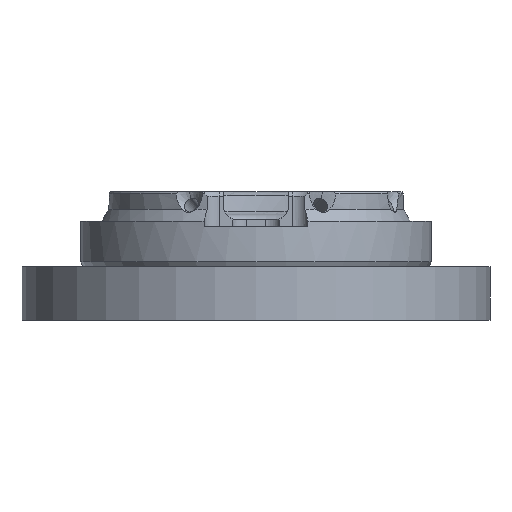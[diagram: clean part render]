
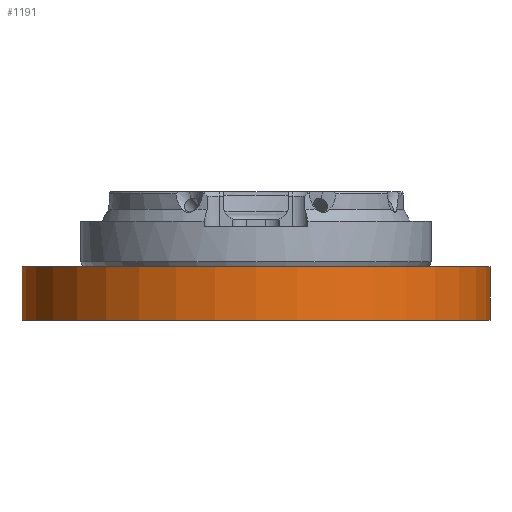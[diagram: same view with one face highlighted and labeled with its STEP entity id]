
A CAD part, front view. The second image highlights one B-rep face of the part: STEP entity #1191.
In plain terms, the highlighted cylindrical face has radius 50 mm (diameter 100 mm), a partial arc.
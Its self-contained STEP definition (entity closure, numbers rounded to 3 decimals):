
#110 = ORIENTED_EDGE ( 'NONE', *, *, #123, .F. ) ;
#123 = EDGE_CURVE ( 'NONE', #245, #8876, #7197, .T. ) ;
#245 = VERTEX_POINT ( 'NONE', #8301 ) ;
#383 = AXIS2_PLACEMENT_3D ( 'NONE', #6704, #4466, #7344 ) ;
#636 = VECTOR ( 'NONE', #5643, 1000. ) ;
#763 = DIRECTION ( 'NONE',  ( 0., 0., 1. ) ) ;
#897 = VERTEX_POINT ( 'NONE', #9258 ) ;
#1191 = ADVANCED_FACE ( 'NONE', ( #5095 ), #4868, .T. ) ;
#1521 = EDGE_CURVE ( 'NONE', #8876, #6408, #2391, .T. ) ;
#2391 = LINE ( 'NONE', #8108, #5173 ) ;
#3946 = CARTESIAN_POINT ( 'NONE',  ( 72.289, 39.063, 52.459 ) ) ;
#4446 = AXIS2_PLACEMENT_3D ( 'NONE', #7903, #763, #5782 ) ;
#4466 = DIRECTION ( 'NONE',  ( 0., 0., 1. ) ) ;
#4740 = EDGE_CURVE ( 'NONE', #897, #6408, #6908, .T. ) ;
#4868 = CYLINDRICAL_SURFACE ( 'NONE', #8334, 50. ) ;
#5024 = ORIENTED_EDGE ( 'NONE', *, *, #1521, .F. ) ;
#5095 = FACE_OUTER_BOUND ( 'NONE', #5964, .T. ) ;
#5173 = VECTOR ( 'NONE', #5296, 1000. ) ;
#5296 = DIRECTION ( 'NONE',  ( 0., 0., -1. ) ) ;
#5643 = DIRECTION ( 'NONE',  ( 0., 0., -1. ) ) ;
#5770 = CARTESIAN_POINT ( 'NONE',  ( -27.711, 39.063, 55.959 ) ) ;
#5782 = DIRECTION ( 'NONE',  ( -1., 0., 0. ) ) ;
#5964 = EDGE_LOOP ( 'NONE', ( #110, #9214, #6159, #5024 ) ) ;
#6159 = ORIENTED_EDGE ( 'NONE', *, *, #4740, .T. ) ;
#6408 = VERTEX_POINT ( 'NONE', #8654 ) ;
#6704 = CARTESIAN_POINT ( 'NONE',  ( 22.289, 39.063, 40.959 ) ) ;
#6908 = CIRCLE ( 'NONE', #383, 50. ) ;
#7197 = CIRCLE ( 'NONE', #4446, 50. ) ;
#7210 = EDGE_CURVE ( 'NONE', #245, #897, #9172, .T. ) ;
#7344 = DIRECTION ( 'NONE',  ( -1., 0., 0. ) ) ;
#7567 = DIRECTION ( 'NONE',  ( 0., 0., -1. ) ) ;
#7903 = CARTESIAN_POINT ( 'NONE',  ( 22.289, 39.063, 52.459 ) ) ;
#8108 = CARTESIAN_POINT ( 'NONE',  ( 72.289, 39.063, 55.959 ) ) ;
#8236 = CARTESIAN_POINT ( 'NONE',  ( 22.289, 39.063, 55.959 ) ) ;
#8301 = CARTESIAN_POINT ( 'NONE',  ( -27.711, 39.063, 52.459 ) ) ;
#8334 = AXIS2_PLACEMENT_3D ( 'NONE', #8236, #7567, #9150 ) ;
#8654 = CARTESIAN_POINT ( 'NONE',  ( 72.289, 39.063, 40.959 ) ) ;
#8876 = VERTEX_POINT ( 'NONE', #3946 ) ;
#9150 = DIRECTION ( 'NONE',  ( 1., 0., 0. ) ) ;
#9172 = LINE ( 'NONE', #5770, #636 ) ;
#9214 = ORIENTED_EDGE ( 'NONE', *, *, #7210, .T. ) ;
#9258 = CARTESIAN_POINT ( 'NONE',  ( -27.711, 39.063, 40.959 ) ) ;
